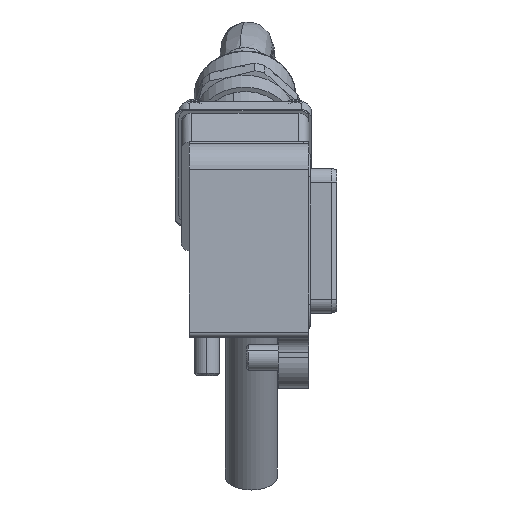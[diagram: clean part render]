
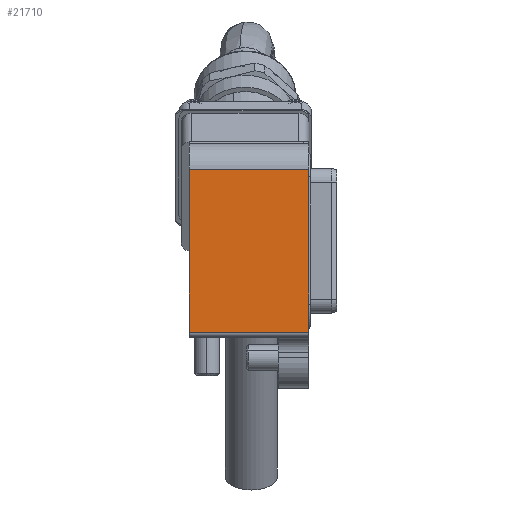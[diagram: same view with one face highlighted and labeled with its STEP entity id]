
A CAD part, left-side view. The second image highlights one B-rep face of the part: STEP entity #21710.
In plain terms, the highlighted planar face has unit normal (-1, 0, 0).
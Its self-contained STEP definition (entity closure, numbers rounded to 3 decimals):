
#1135 = LINE ( 'NONE', #21242, #8462 ) ;
#2173 = DIRECTION ( 'NONE',  ( 0., 0., -1. ) ) ;
#3686 = EDGE_CURVE ( 'NONE', #6313, #22331, #37286, .T. ) ;
#3939 = CARTESIAN_POINT ( 'NONE',  ( -29., 11.5, 33. ) ) ;
#4214 = VERTEX_POINT ( 'NONE', #5740 ) ;
#5740 = CARTESIAN_POINT ( 'NONE',  ( -29., 11.5, 1. ) ) ;
#6313 = VERTEX_POINT ( 'NONE', #11930 ) ;
#8195 = CARTESIAN_POINT ( 'NONE',  ( -29., 11.5, 0. ) ) ;
#8462 = VECTOR ( 'NONE', #12665, 1000. ) ;
#8477 = EDGE_LOOP ( 'NONE', ( #22400, #36934, #12453, #32781 ) ) ;
#11930 = CARTESIAN_POINT ( 'NONE',  ( -29., -12., 33. ) ) ;
#12453 = ORIENTED_EDGE ( 'NONE', *, *, #3686, .F. ) ;
#12466 = CARTESIAN_POINT ( 'NONE',  ( -29., -12., 33. ) ) ;
#12665 = DIRECTION ( 'NONE',  ( 0., -1., 0. ) ) ;
#14098 = VERTEX_POINT ( 'NONE', #3939 ) ;
#19045 = CARTESIAN_POINT ( 'NONE',  ( -29., -12., 1. ) ) ;
#21053 = EDGE_CURVE ( 'NONE', #4214, #22331, #1135, .T. ) ;
#21242 = CARTESIAN_POINT ( 'NONE',  ( -29., -12., 1. ) ) ;
#21710 = ADVANCED_FACE ( 'NONE', ( #36010 ), #27465, .F. ) ;
#22331 = VERTEX_POINT ( 'NONE', #19045 ) ;
#22400 = ORIENTED_EDGE ( 'NONE', *, *, #31561, .F. ) ;
#22992 = CARTESIAN_POINT ( 'NONE',  ( -29., -12., 45. ) ) ;
#24867 = DIRECTION ( 'NONE',  ( 0., 0., -1. ) ) ;
#27465 = PLANE ( 'NONE',  #35191 ) ;
#28959 = DIRECTION ( 'NONE',  ( 0., 0., 1. ) ) ;
#29798 = EDGE_CURVE ( 'NONE', #6313, #14098, #30125, .T. ) ;
#30125 = LINE ( 'NONE', #12466, #32721 ) ;
#30326 = DIRECTION ( 'NONE',  ( 0., 1., 0. ) ) ;
#31561 = EDGE_CURVE ( 'NONE', #4214, #14098, #34793, .T. ) ;
#32721 = VECTOR ( 'NONE', #30326, 1000. ) ;
#32781 = ORIENTED_EDGE ( 'NONE', *, *, #29798, .T. ) ;
#34343 = CARTESIAN_POINT ( 'NONE',  ( -29., -12., 45. ) ) ;
#34784 = VECTOR ( 'NONE', #28959, 1000. ) ;
#34793 = LINE ( 'NONE', #8195, #34784 ) ;
#34831 = DIRECTION ( 'NONE',  ( 1., 0., 0. ) ) ;
#35191 = AXIS2_PLACEMENT_3D ( 'NONE', #22992, #34831, #2173 ) ;
#36010 = FACE_OUTER_BOUND ( 'NONE', #8477, .T. ) ;
#36934 = ORIENTED_EDGE ( 'NONE', *, *, #21053, .T. ) ;
#37286 = LINE ( 'NONE', #34343, #37319 ) ;
#37319 = VECTOR ( 'NONE', #24867, 1000. ) ;
